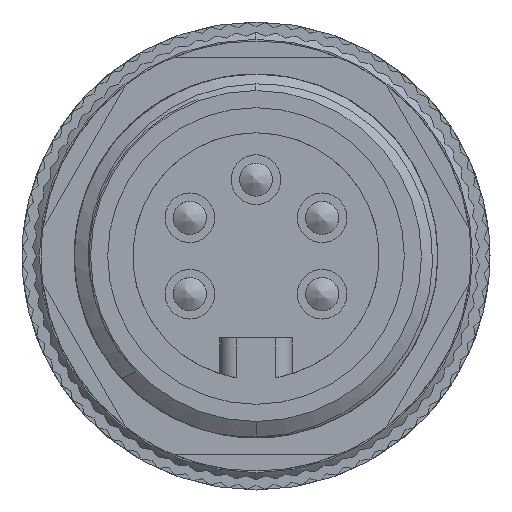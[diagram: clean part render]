
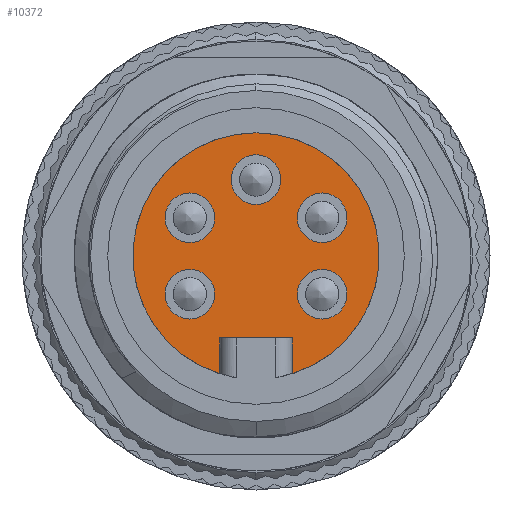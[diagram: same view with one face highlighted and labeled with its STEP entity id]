
A CAD part, left-side view. The second image highlights one B-rep face of the part: STEP entity #10372.
In plain terms, the highlighted planar face has unit normal (-1, 0, 0).
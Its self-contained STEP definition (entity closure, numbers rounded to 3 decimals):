
#232 = ORIENTED_EDGE ( 'NONE', *, *, #40081, .F. ) ;
#382 = VERTEX_POINT ( 'NONE', #45730 ) ;
#410 = DIRECTION ( 'NONE',  ( 0., 0., -1. ) ) ;
#454 = VERTEX_POINT ( 'NONE', #42599 ) ;
#999 = VERTEX_POINT ( 'NONE', #10437 ) ;
#1195 = VERTEX_POINT ( 'NONE', #2970 ) ;
#1446 = CARTESIAN_POINT ( 'NONE',  ( -13.5, -4., 2.31 ) ) ;
#1582 = AXIS2_PLACEMENT_3D ( 'NONE', #47935, #24603, #1651 ) ;
#1584 = DIRECTION ( 'NONE',  ( 1., 0., 0. ) ) ;
#1651 = DIRECTION ( 'NONE',  ( 0., 0., -1. ) ) ;
#2108 = FACE_BOUND ( 'NONE', #17660, .T. ) ;
#2814 = DIRECTION ( 'NONE',  ( 0., 0., -1. ) ) ;
#2970 = CARTESIAN_POINT ( 'NONE',  ( -13.5, 0., 3.12 ) ) ;
#3037 = CARTESIAN_POINT ( 'NONE',  ( -13.5, 4., 3.81 ) ) ;
#3897 = EDGE_CURVE ( 'NONE', #30321, #1195, #10723, .T. ) ;
#4771 = EDGE_CURVE ( 'NONE', #19195, #27738, #15491, .T. ) ;
#4794 = DIRECTION ( 'NONE',  ( -1., 0., 0. ) ) ;
#5185 = CARTESIAN_POINT ( 'NONE',  ( -13.5, 4., -0.81 ) ) ;
#5218 = ORIENTED_EDGE ( 'NONE', *, *, #13513, .F. ) ;
#5284 = DIRECTION ( 'NONE',  ( 0., 0., -1. ) ) ;
#5573 = CARTESIAN_POINT ( 'NONE',  ( -13.5, 2.2, -7.118 ) ) ;
#6288 = EDGE_CURVE ( 'NONE', #35257, #17468, #50002, .T. ) ;
#7126 = AXIS2_PLACEMENT_3D ( 'NONE', #35069, #11975, #38984 ) ;
#7256 = CARTESIAN_POINT ( 'NONE',  ( -13.5, 2.2, 0. ) ) ;
#8612 = LINE ( 'NONE', #7256, #27837 ) ;
#8907 = DIRECTION ( 'NONE',  ( -1., 0., 0. ) ) ;
#9533 = EDGE_LOOP ( 'NONE', ( #12694, #27823 ) ) ;
#9843 = ORIENTED_EDGE ( 'NONE', *, *, #41148, .F. ) ;
#9887 = CIRCLE ( 'NONE', #42670, 1.5 ) ;
#10192 = EDGE_CURVE ( 'NONE', #17468, #13693, #8612, .T. ) ;
#10372 = ADVANCED_FACE ( 'NONE', ( #33983, #2108, #12283, #13491, #41919, #43185 ), #47867, .F. ) ;
#10437 = CARTESIAN_POINT ( 'NONE',  ( -13.5, 4., 0.81 ) ) ;
#10572 = ORIENTED_EDGE ( 'NONE', *, *, #48031, .F. ) ;
#10723 = CIRCLE ( 'NONE', #12331, 1.5 ) ;
#10746 = VERTEX_POINT ( 'NONE', #49200 ) ;
#11208 = CIRCLE ( 'NONE', #30989, 1.5 ) ;
#11435 = EDGE_CURVE ( 'NONE', #31316, #382, #30278, .T. ) ;
#11975 = DIRECTION ( 'NONE',  ( -1., 0., 0. ) ) ;
#12283 = FACE_BOUND ( 'NONE', #28814, .T. ) ;
#12331 = AXIS2_PLACEMENT_3D ( 'NONE', #31121, #41425, #43777 ) ;
#12694 = ORIENTED_EDGE ( 'NONE', *, *, #33200, .F. ) ;
#13491 = FACE_BOUND ( 'NONE', #38804, .T. ) ;
#13513 = EDGE_CURVE ( 'NONE', #48240, #454, #35648, .T. ) ;
#13693 = VERTEX_POINT ( 'NONE', #5573 ) ;
#14002 = CARTESIAN_POINT ( 'NONE',  ( -13.5, -4., -2.31 ) ) ;
#14544 = LINE ( 'NONE', #33961, #44293 ) ;
#15491 = CIRCLE ( 'NONE', #26827, 1.5 ) ;
#16261 = CARTESIAN_POINT ( 'NONE',  ( -13.5, -4., -0.81 ) ) ;
#17468 = VERTEX_POINT ( 'NONE', #22112 ) ;
#17479 = CIRCLE ( 'NONE', #37475, 7.45 ) ;
#17660 = EDGE_LOOP ( 'NONE', ( #50097, #45938 ) ) ;
#17843 = DIRECTION ( 'NONE',  ( 0., 0., -1. ) ) ;
#18439 = DIRECTION ( 'NONE',  ( 0., 0., 1. ) ) ;
#19195 = VERTEX_POINT ( 'NONE', #5185 ) ;
#19398 = DIRECTION ( 'NONE',  ( -1., 0., 0. ) ) ;
#19742 = ORIENTED_EDGE ( 'NONE', *, *, #6288, .F. ) ;
#20205 = VECTOR ( 'NONE', #29081, 1000. ) ;
#20266 = CARTESIAN_POINT ( 'NONE',  ( -13.5, 0., 0. ) ) ;
#20560 = AXIS2_PLACEMENT_3D ( 'NONE', #27770, #4794, #31675 ) ;
#22112 = CARTESIAN_POINT ( 'NONE',  ( -13.5, 2.2, -4.95 ) ) ;
#22926 = ORIENTED_EDGE ( 'NONE', *, *, #10192, .F. ) ;
#23323 = DIRECTION ( 'NONE',  ( -1., 0., 0. ) ) ;
#24128 = DIRECTION ( 'NONE',  ( 0., 0., 1. ) ) ;
#24530 = CARTESIAN_POINT ( 'NONE',  ( -13.5, 7.45, 0. ) ) ;
#24603 = DIRECTION ( 'NONE',  ( -1., 0., 0. ) ) ;
#25137 = DIRECTION ( 'NONE',  ( 0., 0., -1. ) ) ;
#25249 = DIRECTION ( 'NONE',  ( -1., 0., 0. ) ) ;
#25360 = AXIS2_PLACEMENT_3D ( 'NONE', #31954, #8907, #35860 ) ;
#25400 = CARTESIAN_POINT ( 'NONE',  ( -13.5, 4., -2.31 ) ) ;
#25774 = DIRECTION ( 'NONE',  ( -1., 0., 0. ) ) ;
#26827 = AXIS2_PLACEMENT_3D ( 'NONE', #25400, #25249, #25137 ) ;
#27039 = EDGE_CURVE ( 'NONE', #32261, #10746, #9887, .T. ) ;
#27175 = CARTESIAN_POINT ( 'NONE',  ( -13.5, 4., -3.81 ) ) ;
#27738 = VERTEX_POINT ( 'NONE', #27175 ) ;
#27770 = CARTESIAN_POINT ( 'NONE',  ( -13.5, -4., -2.31 ) ) ;
#27823 = ORIENTED_EDGE ( 'NONE', *, *, #4771, .F. ) ;
#27837 = VECTOR ( 'NONE', #34190, 1000. ) ;
#28268 = DIRECTION ( 'NONE',  ( -1., 0., 0. ) ) ;
#28399 = DIRECTION ( 'NONE',  ( 0., 0., -1. ) ) ;
#28656 = EDGE_CURVE ( 'NONE', #454, #48240, #29643, .T. ) ;
#28734 = CARTESIAN_POINT ( 'NONE',  ( -13.5, 0., -4.95 ) ) ;
#28814 = EDGE_LOOP ( 'NONE', ( #10572, #42461 ) ) ;
#29081 = DIRECTION ( 'NONE',  ( 0., 1., 0. ) ) ;
#29643 = CIRCLE ( 'NONE', #20560, 1.5 ) ;
#30278 = CIRCLE ( 'NONE', #45330, 7.45 ) ;
#30321 = VERTEX_POINT ( 'NONE', #46208 ) ;
#30917 = AXIS2_PLACEMENT_3D ( 'NONE', #14002, #41061, #17843 ) ;
#30989 = AXIS2_PLACEMENT_3D ( 'NONE', #49107, #25774, #2814 ) ;
#31111 = EDGE_CURVE ( 'NONE', #382, #13693, #17479, .T. ) ;
#31121 = CARTESIAN_POINT ( 'NONE',  ( -13.5, 0., 4.62 ) ) ;
#31316 = VERTEX_POINT ( 'NONE', #33444 ) ;
#31393 = VERTEX_POINT ( 'NONE', #3037 ) ;
#31675 = DIRECTION ( 'NONE',  ( 0., 0., -1. ) ) ;
#31954 = CARTESIAN_POINT ( 'NONE',  ( -13.5, 4., 2.31 ) ) ;
#32261 = VERTEX_POINT ( 'NONE', #40464 ) ;
#33200 = EDGE_CURVE ( 'NONE', #27738, #19195, #11208, .T. ) ;
#33444 = CARTESIAN_POINT ( 'NONE',  ( -13.5, -2.2, -7.118 ) ) ;
#33961 = CARTESIAN_POINT ( 'NONE',  ( -13.5, -2.2, 0. ) ) ;
#33983 = FACE_OUTER_BOUND ( 'NONE', #47774, .T. ) ;
#34190 = DIRECTION ( 'NONE',  ( 0., 0., -1. ) ) ;
#34883 = CIRCLE ( 'NONE', #38075, 1.5 ) ;
#34914 = CIRCLE ( 'NONE', #7126, 1.5 ) ;
#35069 = CARTESIAN_POINT ( 'NONE',  ( -13.5, 0., 4.62 ) ) ;
#35257 = VERTEX_POINT ( 'NONE', #49945 ) ;
#35648 = CIRCLE ( 'NONE', #30917, 1.5 ) ;
#35860 = DIRECTION ( 'NONE',  ( 0., 0., -1. ) ) ;
#37475 = AXIS2_PLACEMENT_3D ( 'NONE', #42647, #19398, #46594 ) ;
#38075 = AXIS2_PLACEMENT_3D ( 'NONE', #46680, #23323, #410 ) ;
#38804 = EDGE_LOOP ( 'NONE', ( #39109, #9843 ) ) ;
#38984 = DIRECTION ( 'NONE',  ( 0., 0., -1. ) ) ;
#39109 = ORIENTED_EDGE ( 'NONE', *, *, #42468, .F. ) ;
#39254 = EDGE_LOOP ( 'NONE', ( #44136, #5218 ) ) ;
#40081 = EDGE_CURVE ( 'NONE', #31316, #35257, #14544, .T. ) ;
#40464 = CARTESIAN_POINT ( 'NONE',  ( -13.5, -4., 3.81 ) ) ;
#41061 = DIRECTION ( 'NONE',  ( -1., 0., 0. ) ) ;
#41148 = EDGE_CURVE ( 'NONE', #31393, #999, #41741, .T. ) ;
#41425 = DIRECTION ( 'NONE',  ( -1., 0., 0. ) ) ;
#41741 = CIRCLE ( 'NONE', #1582, 1.5 ) ;
#41919 = FACE_BOUND ( 'NONE', #9533, .T. ) ;
#42461 = ORIENTED_EDGE ( 'NONE', *, *, #3897, .F. ) ;
#42468 = EDGE_CURVE ( 'NONE', #999, #31393, #46002, .T. ) ;
#42599 = CARTESIAN_POINT ( 'NONE',  ( -13.5, -4., -3.81 ) ) ;
#42647 = CARTESIAN_POINT ( 'NONE',  ( -13.5, 0., 0. ) ) ;
#42670 = AXIS2_PLACEMENT_3D ( 'NONE', #1446, #28268, #5284 ) ;
#43185 = FACE_BOUND ( 'NONE', #39254, .T. ) ;
#43498 = ORIENTED_EDGE ( 'NONE', *, *, #31111, .T. ) ;
#43777 = DIRECTION ( 'NONE',  ( 0., 0., -1. ) ) ;
#44136 = ORIENTED_EDGE ( 'NONE', *, *, #28656, .F. ) ;
#44241 = EDGE_CURVE ( 'NONE', #10746, #32261, #34883, .T. ) ;
#44293 = VECTOR ( 'NONE', #18439, 1000. ) ;
#45325 = ORIENTED_EDGE ( 'NONE', *, *, #11435, .T. ) ;
#45330 = AXIS2_PLACEMENT_3D ( 'NONE', #20266, #47458, #24128 ) ;
#45730 = CARTESIAN_POINT ( 'NONE',  ( -13.5, 0., 7.45 ) ) ;
#45938 = ORIENTED_EDGE ( 'NONE', *, *, #27039, .F. ) ;
#46002 = CIRCLE ( 'NONE', #25360, 1.5 ) ;
#46208 = CARTESIAN_POINT ( 'NONE',  ( -13.5, 0., 6.12 ) ) ;
#46594 = DIRECTION ( 'NONE',  ( 0., 0., 1. ) ) ;
#46680 = CARTESIAN_POINT ( 'NONE',  ( -13.5, -4., 2.31 ) ) ;
#47222 = AXIS2_PLACEMENT_3D ( 'NONE', #24530, #1584, #28399 ) ;
#47458 = DIRECTION ( 'NONE',  ( -1., 0., 0. ) ) ;
#47774 = EDGE_LOOP ( 'NONE', ( #232, #45325, #43498, #22926, #19742 ) ) ;
#47867 = PLANE ( 'NONE',  #47222 ) ;
#47935 = CARTESIAN_POINT ( 'NONE',  ( -13.5, 4., 2.31 ) ) ;
#48031 = EDGE_CURVE ( 'NONE', #1195, #30321, #34914, .T. ) ;
#48240 = VERTEX_POINT ( 'NONE', #16261 ) ;
#49107 = CARTESIAN_POINT ( 'NONE',  ( -13.5, 4., -2.31 ) ) ;
#49200 = CARTESIAN_POINT ( 'NONE',  ( -13.5, -4., 0.81 ) ) ;
#49945 = CARTESIAN_POINT ( 'NONE',  ( -13.5, -2.2, -4.95 ) ) ;
#50002 = LINE ( 'NONE', #28734, #20205 ) ;
#50097 = ORIENTED_EDGE ( 'NONE', *, *, #44241, .F. ) ;
